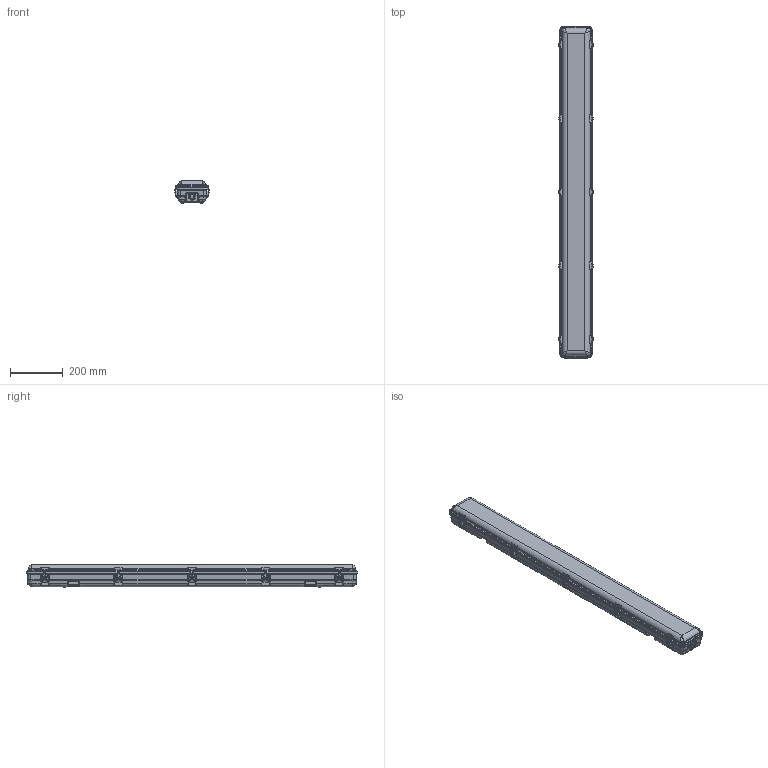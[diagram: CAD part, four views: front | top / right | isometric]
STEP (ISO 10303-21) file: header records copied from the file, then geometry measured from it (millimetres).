
FILE_DESCRIPTION('');
FILE_NAME('');
FILE_SCHEMA(('CONFIG_CONTROL_DESIGN'));
Length unit declared in the file: millimetre
Products named in the file (1): EO10310102
Bounding box: 131.01 x 1262.72 x 87 mm (x, y, z)
Volume: 2312132.8 mm3; surface area: 998538.3 mm2
Topology: 12 solids, 12 shells, 2892 faces, 6916 edges, 3890 vertices
Faces by surface type: cylinder 1026, bspline 732, plane 570, torus 380, sphere 160, revolution 12, cone 8, extrusion 4
Entity records: 128867 total; most frequent: CARTESIAN_POINT 74387, ORIENTED_EDGE 13480, DIRECTION 7014, EDGE_CURVE 6740, VERTEX_POINT 3890, AXIS2_PLACEMENT_3D 3437, EDGE_LOOP 2938, ADVANCED_FACE 2892
